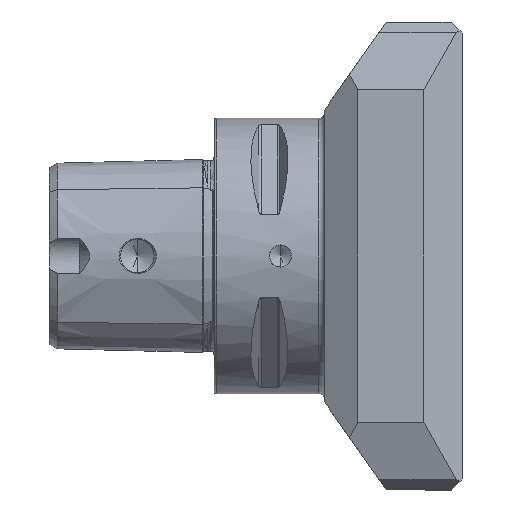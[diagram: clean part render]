
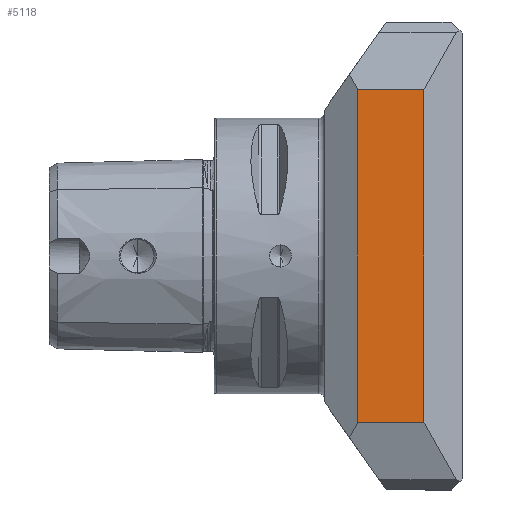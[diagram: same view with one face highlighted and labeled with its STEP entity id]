
A CAD part, front view. The second image highlights one B-rep face of the part: STEP entity #5118.
In plain terms, the highlighted planar face has unit normal (0, -1, 0).
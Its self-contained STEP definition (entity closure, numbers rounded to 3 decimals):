
#58 = EDGE_LOOP ( 'NONE', ( #1231, #11846, #11882, #4611 ) ) ;
#341 = PLANE ( 'NONE',  #8688 ) ;
#1231 = ORIENTED_EDGE ( 'NONE', *, *, #1486, .T. ) ;
#1257 = VERTEX_POINT ( 'NONE', #16765 ) ;
#1486 = EDGE_CURVE ( 'NONE', #1257, #15018, #11319, .T. ) ;
#2633 = VECTOR ( 'NONE', #6059, 1000. ) ;
#2705 = LINE ( 'NONE', #10892, #7025 ) ;
#4611 = ORIENTED_EDGE ( 'NONE', *, *, #9982, .T. ) ;
#4855 = VECTOR ( 'NONE', #10166, 1000. ) ;
#5118 = ADVANCED_FACE ( 'NONE', ( #6758 ), #341, .F. ) ;
#6059 = DIRECTION ( 'NONE',  ( 0., 0., -1. ) ) ;
#6158 = LINE ( 'NONE', #11121, #2633 ) ;
#6294 = EDGE_CURVE ( 'NONE', #7156, #15018, #7719, .T. ) ;
#6758 = FACE_OUTER_BOUND ( 'NONE', #58, .T. ) ;
#6821 = CARTESIAN_POINT ( 'NONE',  ( -30., -30., -30.189 ) ) ;
#7025 = VECTOR ( 'NONE', #7103, 1000. ) ;
#7103 = DIRECTION ( 'NONE',  ( 1., 0., 0. ) ) ;
#7156 = VERTEX_POINT ( 'NONE', #13295 ) ;
#7226 = VERTEX_POINT ( 'NONE', #14911 ) ;
#7696 = CARTESIAN_POINT ( 'NONE',  ( 38.072, -30., -30.189 ) ) ;
#7719 = LINE ( 'NONE', #9968, #4855 ) ;
#8149 = EDGE_CURVE ( 'NONE', #7226, #7156, #2705, .T. ) ;
#8435 = CARTESIAN_POINT ( 'NONE',  ( 38.072, -30., 50. ) ) ;
#8688 = AXIS2_PLACEMENT_3D ( 'NONE', #8435, #13527, #12347 ) ;
#9968 = CARTESIAN_POINT ( 'NONE',  ( 38.072, -30., 50. ) ) ;
#9982 = EDGE_CURVE ( 'NONE', #7226, #1257, #6158, .T. ) ;
#10166 = DIRECTION ( 'NONE',  ( 0., 0., -1. ) ) ;
#10641 = DIRECTION ( 'NONE',  ( 1., 0., 0. ) ) ;
#10892 = CARTESIAN_POINT ( 'NONE',  ( -30., -30., 30.189 ) ) ;
#11121 = CARTESIAN_POINT ( 'NONE',  ( 26.062, -30., 50. ) ) ;
#11319 = LINE ( 'NONE', #6821, #15369 ) ;
#11846 = ORIENTED_EDGE ( 'NONE', *, *, #6294, .F. ) ;
#11882 = ORIENTED_EDGE ( 'NONE', *, *, #8149, .F. ) ;
#12347 = DIRECTION ( 'NONE',  ( 0., 0., 1. ) ) ;
#13295 = CARTESIAN_POINT ( 'NONE',  ( 38.072, -30., 30.189 ) ) ;
#13527 = DIRECTION ( 'NONE',  ( 0., 1., 0. ) ) ;
#14911 = CARTESIAN_POINT ( 'NONE',  ( 26.062, -30., 30.189 ) ) ;
#15018 = VERTEX_POINT ( 'NONE', #7696 ) ;
#15369 = VECTOR ( 'NONE', #10641, 1000. ) ;
#16765 = CARTESIAN_POINT ( 'NONE',  ( 26.062, -30., -30.189 ) ) ;
